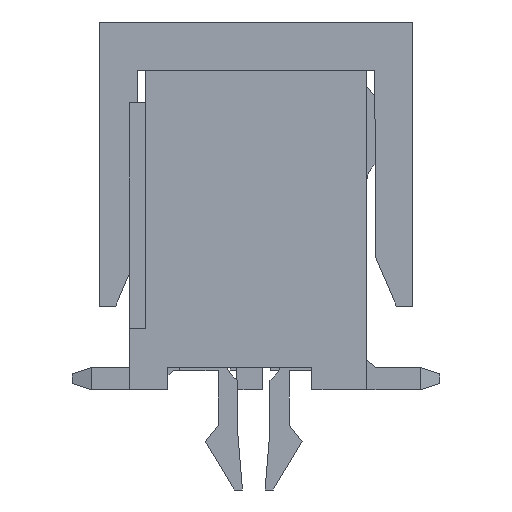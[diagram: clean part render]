
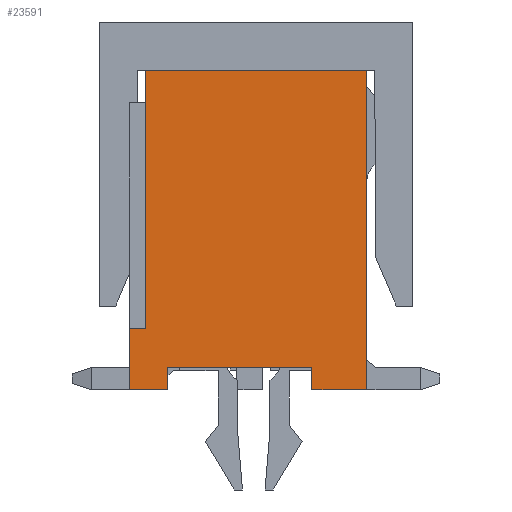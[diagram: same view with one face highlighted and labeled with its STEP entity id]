
A CAD part, left-side view. The second image highlights one B-rep face of the part: STEP entity #23591.
In plain terms, the highlighted planar face has unit normal (-1, 0, 0).
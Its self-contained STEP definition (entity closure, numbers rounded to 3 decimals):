
#1696=ORIENTED_EDGE('',*,*,#6147,.F.);
#1697=ORIENTED_EDGE('',*,*,#6022,.T.);
#1698=ORIENTED_EDGE('',*,*,#6186,.T.);
#1699=ORIENTED_EDGE('',*,*,#6187,.T.);
#1700=ORIENTED_EDGE('',*,*,#6188,.T.);
#1701=ORIENTED_EDGE('',*,*,#6189,.T.);
#1702=ORIENTED_EDGE('',*,*,#6190,.T.);
#1703=ORIENTED_EDGE('',*,*,#6060,.F.);
#1704=ORIENTED_EDGE('',*,*,#6055,.T.);
#1705=ORIENTED_EDGE('',*,*,#6191,.T.);
#6022=EDGE_CURVE('',#8304,#8303,#9958,.T.);
#6055=EDGE_CURVE('',#8321,#8323,#9991,.T.);
#6060=EDGE_CURVE('',#8321,#8326,#9996,.T.);
#6147=EDGE_CURVE('',#8304,#8366,#10083,.T.);
#6186=EDGE_CURVE('',#8303,#8386,#10122,.T.);
#6187=EDGE_CURVE('',#8386,#8387,#10123,.T.);
#6188=EDGE_CURVE('',#8387,#8388,#10124,.T.);
#6189=EDGE_CURVE('',#8388,#8389,#10125,.T.);
#6190=EDGE_CURVE('',#8389,#8326,#10126,.T.);
#6191=EDGE_CURVE('',#8323,#8366,#10127,.T.);
#8303=VERTEX_POINT('',#31700);
#8304=VERTEX_POINT('',#31702);
#8321=VERTEX_POINT('',#31762);
#8323=VERTEX_POINT('',#31766);
#8326=VERTEX_POINT('',#31776);
#8366=VERTEX_POINT('',#31920);
#8386=VERTEX_POINT('',#32000);
#8387=VERTEX_POINT('',#32002);
#8388=VERTEX_POINT('',#32004);
#8389=VERTEX_POINT('',#32006);
#9958=LINE('',#31701,#12304);
#9991=LINE('',#31767,#12337);
#9996=LINE('',#31777,#12342);
#10083=LINE('',#31924,#12429);
#10122=LINE('',#31999,#12468);
#10123=LINE('',#32001,#12469);
#10124=LINE('',#32003,#12470);
#10125=LINE('',#32005,#12471);
#10126=LINE('',#32007,#12472);
#10127=LINE('',#32008,#12473);
#12304=VECTOR('',#26778,1000.);
#12337=VECTOR('',#26837,1000.);
#12342=VECTOR('',#26846,1000.);
#12429=VECTOR('',#26971,1000.);
#12468=VECTOR('',#27046,1000.);
#12469=VECTOR('',#27047,1000.);
#12470=VECTOR('',#27048,1000.);
#12471=VECTOR('',#27049,1000.);
#12472=VECTOR('',#27050,1000.);
#12473=VECTOR('',#27051,1000.);
#14088=EDGE_LOOP('',(#1696,#1697,#1698,#1699,#1700,#1701,#1702,#1703,#1704,
#1705));
#15066=FACE_BOUND('',#14088,.T.);
#15998=PLANE('',#24627);
#23591=ADVANCED_FACE('',(#15066),#15998,.T.);
#24627=AXIS2_PLACEMENT_3D('',#31998,#27044,#27045);
#26778=DIRECTION('',(0.,-1.,0.));
#26837=DIRECTION('',(0.,0.,-1.));
#26846=DIRECTION('',(0.,-1.,0.));
#26971=DIRECTION('',(0.,0.,-1.));
#27044=DIRECTION('',(-1.,0.,0.));
#27045=DIRECTION('',(0.,0.,1.));
#27046=DIRECTION('',(0.,0.,-1.));
#27047=DIRECTION('',(0.,-1.,0.));
#27048=DIRECTION('',(0.,0.,1.));
#27049=DIRECTION('',(0.,1.,0.));
#27050=DIRECTION('',(0.,0.,-1.));
#27051=DIRECTION('',(0.,-1.,0.));
#31700=CARTESIAN_POINT('',(-13.85,-1.73,-4.25));
#31701=CARTESIAN_POINT('',(-13.85,2.73,-4.25));
#31702=CARTESIAN_POINT('',(-13.85,2.73,-4.25));
#31762=CARTESIAN_POINT('',(-13.85,3.93,-3.05));
#31766=CARTESIAN_POINT('',(-13.85,3.93,-4.95));
#31767=CARTESIAN_POINT('',(-13.85,3.93,-3.05));
#31776=CARTESIAN_POINT('',(-13.85,3.43,-3.05));
#31777=CARTESIAN_POINT('',(-13.85,3.93,-3.05));
#31920=CARTESIAN_POINT('',(-13.85,2.73,-4.95));
#31924=CARTESIAN_POINT('',(-13.85,2.73,-3.95));
#31998=CARTESIAN_POINT('',(-13.85,0.,0.));
#31999=CARTESIAN_POINT('',(-13.85,-1.73,-3.95));
#32000=CARTESIAN_POINT('',(-13.85,-1.73,-4.95));
#32001=CARTESIAN_POINT('',(-13.85,3.43,-4.95));
#32002=CARTESIAN_POINT('',(-13.85,-3.43,-4.95));
#32003=CARTESIAN_POINT('',(-13.85,-3.43,-4.95));
#32004=CARTESIAN_POINT('',(-13.85,-3.43,4.95));
#32005=CARTESIAN_POINT('',(-13.85,-3.43,4.95));
#32006=CARTESIAN_POINT('',(-13.85,3.43,4.95));
#32007=CARTESIAN_POINT('',(-13.85,3.43,4.95));
#32008=CARTESIAN_POINT('',(-13.85,3.43,-4.95));
